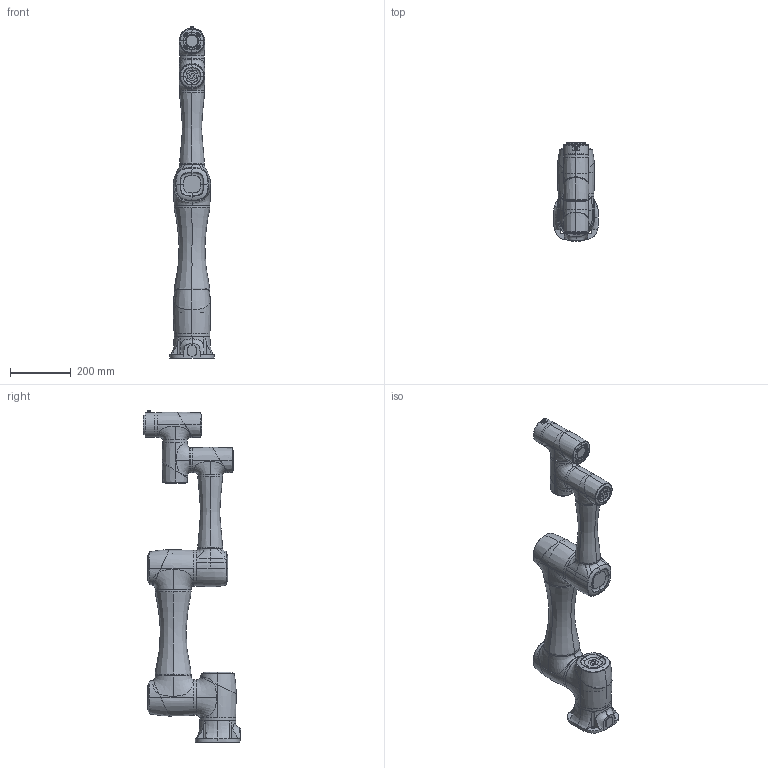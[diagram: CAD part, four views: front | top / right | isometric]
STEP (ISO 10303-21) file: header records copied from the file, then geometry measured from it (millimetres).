
FILE_DESCRIPTION (( 'STEP AP203' ), '1' );
FILE_NAME ('CR5-MODLE(2)^CR5-MODLE.STEP', '2021-03-12T02:59:15', ( '' ), ( '' ), 'SwSTEP 2.0', 'SolidWorks 2019', '' );
FILE_SCHEMA (( 'CONFIG_CONTROL_DESIGN' ));
Length unit declared in the file: millimetre
Products named in the file (47): 25-TRIM_4^25-JIONT_ASM_4_ASM_CR5-MODLE(2)_CR5-MODLE; ADAPTE-JIONT_3^U-ARM_ASM_3_ASM_CR5-MODLE(2)_CR5-MODLE; J6-COVER_3^J6_ASM_7_ASM_CR5-MODLE(2)_CR5-MODLE; 25-BODY_5^25-JIONT_ASM_4_ASM_CR5-MODLE(2)_CR5-MODLE; 14-BODY_6^J6_ASM_7_ASM_CR5-MODLE(2)_CR5-MODLE; L-ARM_3^CR5-MODLE(2)_CR5-MODLE; FLANGE_2^J6_ASM_7_ASM_CR5-MODLE(2)_CR5-MODLE; 14-JIONT_ASM_4_ASM^CR5-MODLE(2)_CR5-MODLE; BASE__5^CR5-MODLE(2)_CR5-MODLE; 25-JIONT_ASM_4_ASM^CR5-MODLE(2)_CR5-MODLE; 14-COVER_3^14-JIONT_ASM_4_ASM_CR5-MODLE(2)_CR5-MODLE; J6-TRIM_1^J6_ASM_7_ASM_CR5-MODLE(2)_CR5-MODLE; 14-BODY_6^14-JIONT_ASM_4_ASM_CR5-MODLE(2)_CR5-MODLE; 25-COVER_5^25-JIONT_ASM_4_ASM_CR5-MODLE(2)_CR5-MODLE; CR5-MODLE(2)^CR5-MODLE; U-ARM_ASM_3_ASM^CR5-MODLE(2)_CR5-MODLE; 14-TRIM_3^14-JIONT_ASM_4_ASM_CR5-MODLE(2)_CR5-MODLE; U-ARM_2^U-ARM_ASM_3_ASM_CR5-MODLE(2)_CR5-MODLE; IO_2^J6_ASM_7_ASM_CR5-MODLE(2)_CR5-MODLE; J6_ASM_7_ASM^CR5-MODLE(2)_CR5-MODLE
Assembly tree (31 placements, depth 3):
  25-TRIM_4^25-JIONT_ASM_4_ASM_CR5-MODLE(2)_CR5-MODLE
  25-BODY_5^25-JIONT_ASM_4_ASM_CR5-MODLE(2)_CR5-MODLE
  L-ARM_3^CR5-MODLE(2)_CR5-MODLE
  25-BODY_5^25-JIONT_ASM_4_ASM_CR5-MODLE(2)_CR5-MODLE
  25-TRIM_4^25-JIONT_ASM_4_ASM_CR5-MODLE(2)_CR5-MODLE
Bounding box: 148 x 322.1 x 1096.5 mm (x, y, z)
Volume: 12454025.2 mm3; surface area: 1046625.6 mm2
Topology: 24 solids, 43 shells, 1810 faces, 4296 edges, 2729 vertices
Faces by surface type: plane 779, bspline 489, cylinder 363, cone 173, torus 6
Entity records: 76537 total; most frequent: CARTESIAN_POINT 39824, ORIENTED_EDGE 6894, DIRECTION 6136, EDGE_CURVE 3447, AXIS2_PLACEMENT_3D 2270, VERTEX_POINT 2208, EDGE_LOOP 1665, LINE 1596
